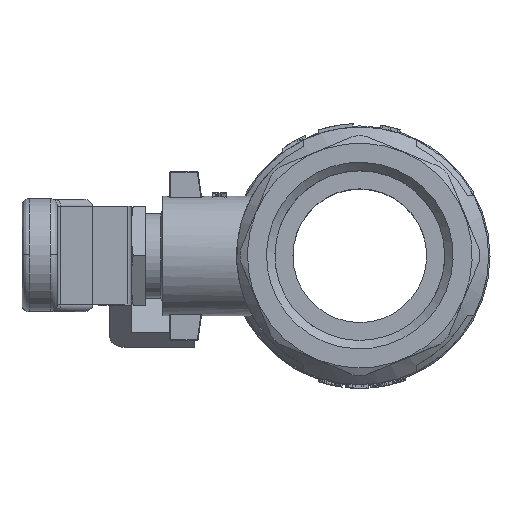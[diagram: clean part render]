
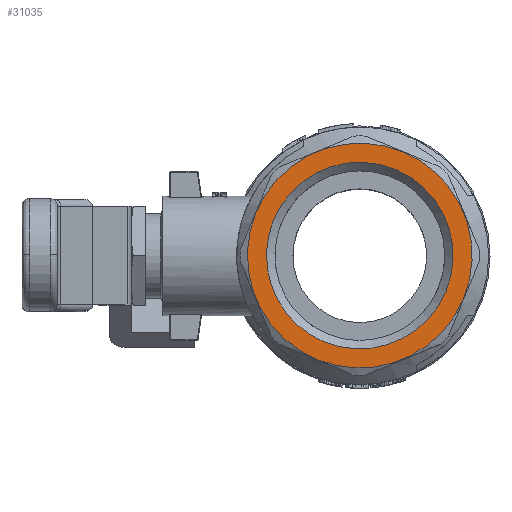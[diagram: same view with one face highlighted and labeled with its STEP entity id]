
A CAD part, top view. The second image highlights one B-rep face of the part: STEP entity #31035.
In plain terms, the highlighted planar face has unit normal (0, 0, 1).
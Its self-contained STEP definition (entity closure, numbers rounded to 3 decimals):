
#1058=PLANE('',#34102);
#11715=ORIENTED_EDGE('',*,*,#15868,.T.);
#11716=ORIENTED_EDGE('',*,*,#15869,.F.);
#15868=EDGE_CURVE('',#18392,#18392,#18975,.T.);
#15869=EDGE_CURVE('',#18393,#18393,#18976,.T.);
#18392=VERTEX_POINT('',#49796);
#18393=VERTEX_POINT('',#49799);
#18975=CIRCLE('',#34101,15.968);
#18976=CIRCLE('',#34103,13.259);
#20215=EDGE_LOOP('',(#11715));
#20216=EDGE_LOOP('',(#11716));
#21616=FACE_BOUND('',#20215,.T.);
#21617=FACE_BOUND('',#20216,.T.);
#31035=ADVANCED_FACE('',(#21616,#21617),#1058,.T.);
#34101=AXIS2_PLACEMENT_3D('',#49795,#41248,#41249);
#34102=AXIS2_PLACEMENT_3D('',#49797,#41250,#41251);
#34103=AXIS2_PLACEMENT_3D('',#49798,#41252,#41253);
#41248=DIRECTION('',(0.,0.,1.));
#41249=DIRECTION('',(0.924,-0.383,0.));
#41250=DIRECTION('',(0.,0.,1.));
#41251=DIRECTION('',(1.,0.,0.));
#41252=DIRECTION('',(0.,0.,1.));
#41253=DIRECTION('',(0.924,-0.383,0.));
#49795=CARTESIAN_POINT('',(0.,0.,30.));
#49796=CARTESIAN_POINT('',(14.753,-6.111,30.));
#49797=CARTESIAN_POINT('',(0.,0.,30.));
#49798=CARTESIAN_POINT('',(0.,0.,30.));
#49799=CARTESIAN_POINT('',(12.249,-5.074,30.));
